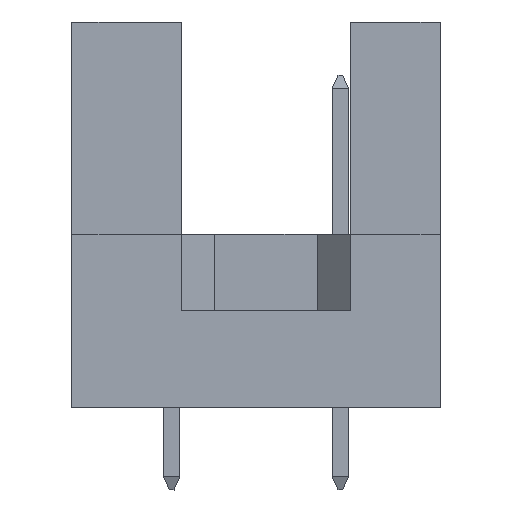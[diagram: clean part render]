
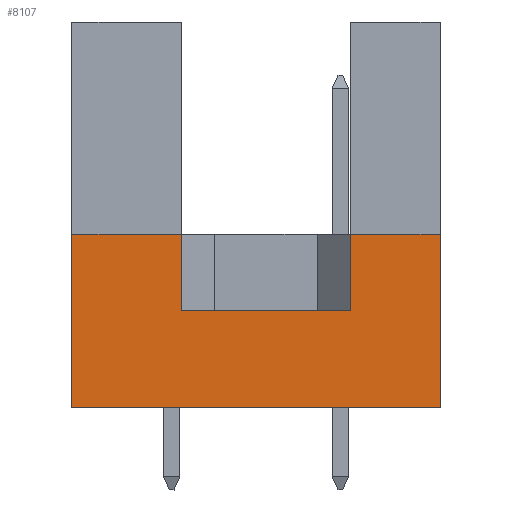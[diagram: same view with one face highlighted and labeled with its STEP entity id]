
A CAD part, left-side view. The second image highlights one B-rep face of the part: STEP entity #8107.
In plain terms, the highlighted planar face has unit normal (-1, 0, 0).
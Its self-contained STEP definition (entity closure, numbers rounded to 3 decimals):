
#207 = CARTESIAN_POINT ( 'NONE',  ( -47.5, 7.79, 2.9 ) ) ;
#329 = LINE ( 'NONE', #9588, #11631 ) ;
#359 = VECTOR ( 'NONE', #1898, 1000. ) ;
#588 = DIRECTION ( 'NONE',  ( 0., 0., 1. ) ) ;
#637 = EDGE_CURVE ( 'NONE', #13494, #15622, #13967, .T. ) ;
#686 = EDGE_CURVE ( 'NONE', #8584, #14608, #6030, .T. ) ;
#1273 = EDGE_CURVE ( 'NONE', #14026, #12182, #7491, .T. ) ;
#1421 = PLANE ( 'NONE',  #3870 ) ;
#1798 = CARTESIAN_POINT ( 'NONE',  ( -47.5, 11.1, 5.2 ) ) ;
#1898 = DIRECTION ( 'NONE',  ( 0., 0., 1. ) ) ;
#1933 = EDGE_CURVE ( 'NONE', #14608, #7688, #4119, .T. ) ;
#2637 = VECTOR ( 'NONE', #12043, 1000. ) ;
#3028 = CARTESIAN_POINT ( 'NONE',  ( -47.5, 11.1, 5.2 ) ) ;
#3347 = CARTESIAN_POINT ( 'NONE',  ( -47.5, 2.71, 5.2 ) ) ;
#3418 = CARTESIAN_POINT ( 'NONE',  ( -47.5, 7.79, 5.2 ) ) ;
#3870 = AXIS2_PLACEMENT_3D ( 'NONE', #9273, #3996, #7934 ) ;
#3996 = DIRECTION ( 'NONE',  ( 1., 0., 0. ) ) ;
#4119 = LINE ( 'NONE', #12299, #2637 ) ;
#4192 = CARTESIAN_POINT ( 'NONE',  ( -47.5, 0., 5.2 ) ) ;
#4553 = ORIENTED_EDGE ( 'NONE', *, *, #14306, .F. ) ;
#4583 = VECTOR ( 'NONE', #11382, 1000. ) ;
#5393 = LINE ( 'NONE', #16070, #13175 ) ;
#6030 = LINE ( 'NONE', #7256, #14710 ) ;
#7256 = CARTESIAN_POINT ( 'NONE',  ( -47.5, 11.1, 0. ) ) ;
#7316 = LINE ( 'NONE', #3028, #4583 ) ;
#7367 = VECTOR ( 'NONE', #10855, 1000. ) ;
#7491 = LINE ( 'NONE', #15629, #17263 ) ;
#7688 = VERTEX_POINT ( 'NONE', #4192 ) ;
#7881 = ORIENTED_EDGE ( 'NONE', *, *, #637, .F. ) ;
#7934 = DIRECTION ( 'NONE',  ( 0., 0., -1. ) ) ;
#7936 = DIRECTION ( 'NONE',  ( 0., 0., 1. ) ) ;
#8034 = LINE ( 'NONE', #13426, #7367 ) ;
#8107 = ADVANCED_FACE ( 'NONE', ( #13502 ), #1421, .F. ) ;
#8584 = VERTEX_POINT ( 'NONE', #9330 ) ;
#8632 = ORIENTED_EDGE ( 'NONE', *, *, #1933, .T. ) ;
#9273 = CARTESIAN_POINT ( 'NONE',  ( -47.5, 11.1, 0. ) ) ;
#9330 = CARTESIAN_POINT ( 'NONE',  ( -47.5, 11.1, 0. ) ) ;
#9423 = EDGE_CURVE ( 'NONE', #8584, #14026, #5393, .T. ) ;
#9588 = CARTESIAN_POINT ( 'NONE',  ( -47.5, 7.79, 2.9 ) ) ;
#9901 = CARTESIAN_POINT ( 'NONE',  ( -47.5, 2.71, 2.9 ) ) ;
#10855 = DIRECTION ( 'NONE',  ( 0., -1., 0. ) ) ;
#11187 = ORIENTED_EDGE ( 'NONE', *, *, #686, .T. ) ;
#11382 = DIRECTION ( 'NONE',  ( 0., -1., 0. ) ) ;
#11631 = VECTOR ( 'NONE', #588, 1000. ) ;
#12043 = DIRECTION ( 'NONE',  ( 0., 0., 1. ) ) ;
#12182 = VERTEX_POINT ( 'NONE', #3418 ) ;
#12299 = CARTESIAN_POINT ( 'NONE',  ( -47.5, 0., 0. ) ) ;
#12640 = DIRECTION ( 'NONE',  ( 0., -1., 0. ) ) ;
#13175 = VECTOR ( 'NONE', #7936, 1000. ) ;
#13426 = CARTESIAN_POINT ( 'NONE',  ( -47.5, 7.79, 2.9 ) ) ;
#13494 = VERTEX_POINT ( 'NONE', #16491 ) ;
#13502 = FACE_OUTER_BOUND ( 'NONE', #15459, .T. ) ;
#13685 = ORIENTED_EDGE ( 'NONE', *, *, #1273, .F. ) ;
#13880 = ORIENTED_EDGE ( 'NONE', *, *, #14520, .F. ) ;
#13967 = LINE ( 'NONE', #9901, #359 ) ;
#14026 = VERTEX_POINT ( 'NONE', #1798 ) ;
#14301 = VERTEX_POINT ( 'NONE', #207 ) ;
#14306 = EDGE_CURVE ( 'NONE', #14301, #13494, #8034, .T. ) ;
#14436 = ORIENTED_EDGE ( 'NONE', *, *, #9423, .F. ) ;
#14458 = CARTESIAN_POINT ( 'NONE',  ( -47.5, 0., 0. ) ) ;
#14520 = EDGE_CURVE ( 'NONE', #15622, #7688, #7316, .T. ) ;
#14608 = VERTEX_POINT ( 'NONE', #14458 ) ;
#14710 = VECTOR ( 'NONE', #12640, 1000. ) ;
#15449 = EDGE_CURVE ( 'NONE', #14301, #12182, #329, .T. ) ;
#15459 = EDGE_LOOP ( 'NONE', ( #4553, #16326, #13685, #14436, #11187, #8632, #13880, #7881 ) ) ;
#15622 = VERTEX_POINT ( 'NONE', #3347 ) ;
#15629 = CARTESIAN_POINT ( 'NONE',  ( -47.5, 11.1, 5.2 ) ) ;
#16070 = CARTESIAN_POINT ( 'NONE',  ( -47.5, 11.1, 0. ) ) ;
#16326 = ORIENTED_EDGE ( 'NONE', *, *, #15449, .T. ) ;
#16491 = CARTESIAN_POINT ( 'NONE',  ( -47.5, 2.71, 2.9 ) ) ;
#16859 = DIRECTION ( 'NONE',  ( 0., -1., 0. ) ) ;
#17263 = VECTOR ( 'NONE', #16859, 1000. ) ;
